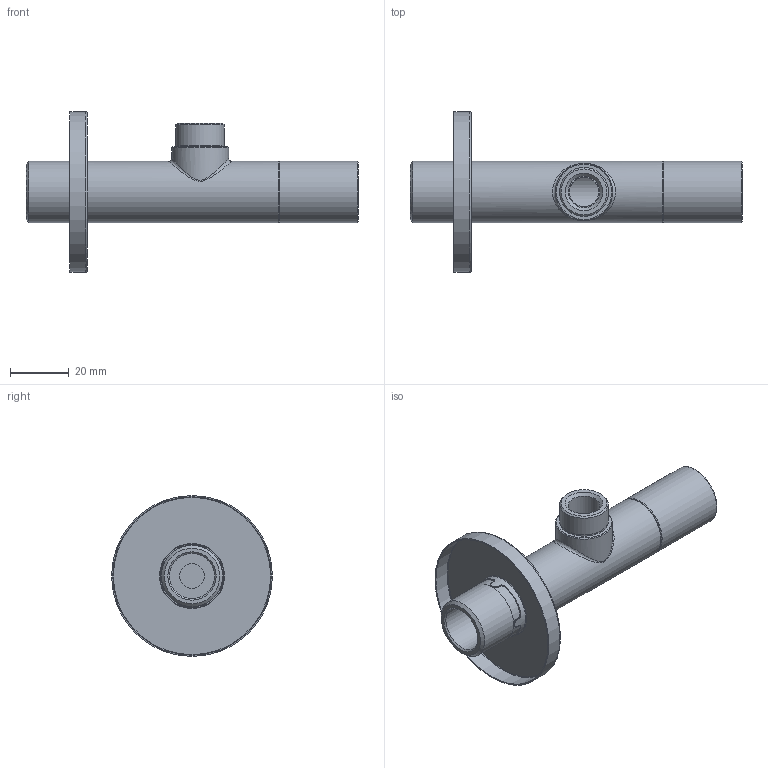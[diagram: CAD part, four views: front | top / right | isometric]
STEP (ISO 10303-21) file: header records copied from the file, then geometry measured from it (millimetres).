
FILE_DESCRIPTION(/* description */ ('Unknown'),/* implementation_level */ '2;1');
FILE_NAME(/* name */ 'AR2002-00',/* time_stamp */ '2025-07-24T12:35:30+02:00',/* author */ ('Unknown'),/* organization */ ('Unknown'),/* preprocessor_version */ 'ST-DEVELOPER v19.4',/* originating_system */ 'Solid Edge',/* authorisation */ 'Unknown');
FILE_SCHEMA (('AUTOMOTIVE_DESIGN {1 0 10303 214 3 1 1}'));
Length unit declared in the file: millimetre
Products named in the file (4): AR2002-00; AR2002-01; AR2002-09; AR2002-10
Assembly tree (3 placements, depth 2):
  AR2002-00
    AR2002-01
    AR2002-09
    AR2002-10
Bounding box: 113.5 x 55 x 55 mm (x, y, z)
Volume: 22950.4 mm3; surface area: 21296.8 mm2
Topology: 3 solids, 3 shells, 78 faces, 177 edges, 113 vertices
Faces by surface type: cylinder 32, plane 27, cone 9, torus 9, bspline 1
Full cylindrical faces by diameter (mm): 8.376 x1, 10 x1, 10.5 x1, 10.8 x1, 14.917 x2, 15.5 x1, 16.4 x1, 16.662 x2, 16.917 x2, 19.5 x1, 20.955 x3, 21 x1, 21.8 x1, 54.2 x1, 55 x1
Entity records: 2522 total; most frequent: CARTESIAN_POINT 616, DIRECTION 318, ORIENTED_EDGE 250, AXIS2_PLACEMENT_3D 139, EDGE_LOOP 132, FACE_BOUND 132, EDGE_CURVE 125, VERTEX_POINT 101
